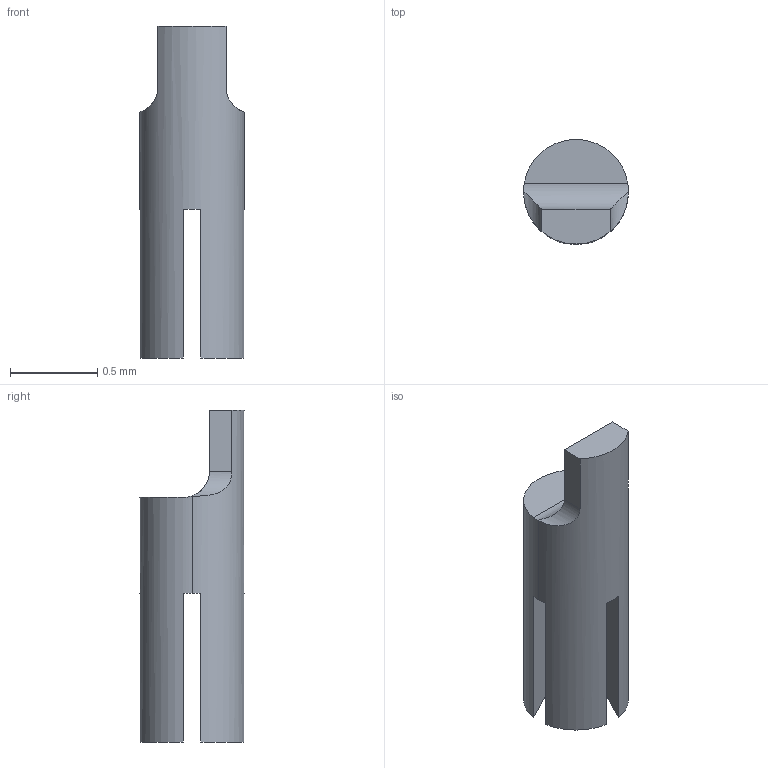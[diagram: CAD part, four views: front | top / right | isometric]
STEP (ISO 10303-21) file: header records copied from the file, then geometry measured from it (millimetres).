
FILE_DESCRIPTION (( 'STEP AP203' ), '1' );
FILE_NAME ('ﾃ-0,39-1,9-ﾌ.STEP', '2020-03-05T03:51:18', ( '' ), ( '' ), 'SwSTEP 2.0', 'SolidWorks 2017', '' );
FILE_SCHEMA (( 'CONFIG_CONTROL_DESIGN' ));
Length unit declared in the file: millimetre
Products named in the file (1): ﾃ-0,39-1,9-ﾌ
Bounding box: 0.6 x 0.6 x 1.9 mm (x, y, z)
Volume: 0.3 mm3; surface area: 4.9 mm2
Topology: 1 solids, 1 shells, 30 faces, 83 edges, 53 vertices
Faces by surface type: plane 17, cylinder 7, cone 6
Entity records: 1044 total; most frequent: CARTESIAN_POINT 221, ORIENTED_EDGE 162, DIRECTION 151, EDGE_CURVE 81, AXIS2_PLACEMENT_3D 55, VERTEX_POINT 53, VECTOR 41, LINE 41
